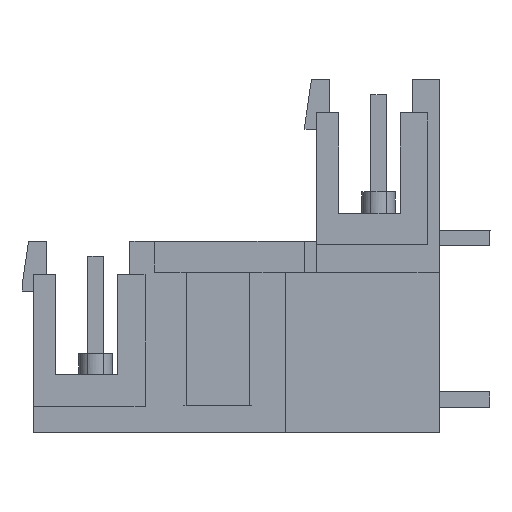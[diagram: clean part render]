
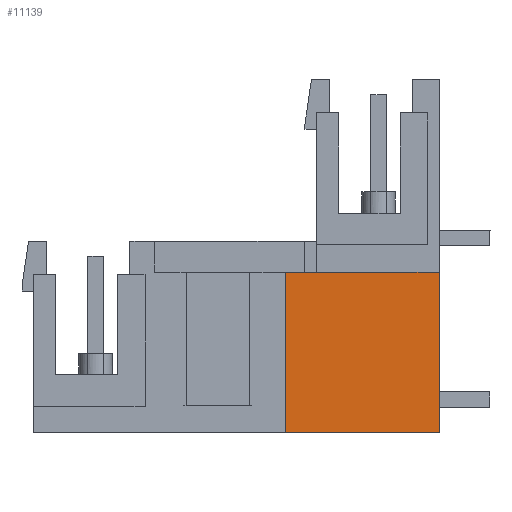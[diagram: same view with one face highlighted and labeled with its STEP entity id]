
A CAD part, left-side view. The second image highlights one B-rep face of the part: STEP entity #11139.
In plain terms, the highlighted planar face has unit normal (-1, 0, 0).
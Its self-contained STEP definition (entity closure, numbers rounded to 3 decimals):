
#11119=AXIS2_PLACEMENT_3D('Plane Axis2P3D',#11116,#11117,#11118) ;
#4378=CARTESIAN_POINT('Vertex',(2.52,3.2,10.06)) ;
#4381=CARTESIAN_POINT('Line Origine',(2.52,3.2,5.03)) ;
#4385=CARTESIAN_POINT('Vertex',(2.52,3.2,0.)) ;
#11094=CARTESIAN_POINT('Line Origine',(2.52,8.025,0.)) ;
#11098=CARTESIAN_POINT('Vertex',(2.52,12.85,0.)) ;
#11116=CARTESIAN_POINT('Axis2P3D Location',(2.52,3.2,10.06)) ;
#11121=CARTESIAN_POINT('Line Origine',(2.52,8.025,10.06)) ;
#11125=CARTESIAN_POINT('Vertex',(2.52,12.85,10.06)) ;
#11128=CARTESIAN_POINT('Line Origine',(2.52,12.85,5.03)) ;
#4382=DIRECTION('Vector Direction',(0.,0.,-1.)) ;
#11095=DIRECTION('Vector Direction',(0.,1.,0.)) ;
#11117=DIRECTION('Axis2P3D Direction',(-1.,0.,0.)) ;
#11118=DIRECTION('Axis2P3D XDirection',(0.,1.,0.)) ;
#11122=DIRECTION('Vector Direction',(0.,1.,0.)) ;
#11129=DIRECTION('Vector Direction',(0.,0.,-1.)) ;
#4383=VECTOR('Line Direction',#4382,1.) ;
#11096=VECTOR('Line Direction',#11095,1.) ;
#11123=VECTOR('Line Direction',#11122,1.) ;
#11130=VECTOR('Line Direction',#11129,1.) ;
#11134=ORIENTED_EDGE('',*,*,#4387,.F.) ;
#11135=ORIENTED_EDGE('',*,*,#11127,.T.) ;
#11136=ORIENTED_EDGE('',*,*,#11132,.T.) ;
#11137=ORIENTED_EDGE('',*,*,#11100,.F.) ;
#11139=ADVANCED_FACE('HOUSING',(#11138),#11120,.T.) ;
#4387=EDGE_CURVE('',#4379,#4386,#4384,.T.) ;
#11100=EDGE_CURVE('',#4386,#11099,#11097,.T.) ;
#11127=EDGE_CURVE('',#4379,#11126,#11124,.T.) ;
#11132=EDGE_CURVE('',#11126,#11099,#11131,.T.) ;
#11133=EDGE_LOOP('',(#11134,#11135,#11136,#11137)) ;
#11138=FACE_OUTER_BOUND('',#11133,.T.) ;
#4384=LINE('Line',#4381,#4383) ;
#11097=LINE('Line',#11094,#11096) ;
#11124=LINE('Line',#11121,#11123) ;
#11131=LINE('Line',#11128,#11130) ;
#11120=PLANE('',#11119) ;
#4379=VERTEX_POINT('',#4378) ;
#4386=VERTEX_POINT('',#4385) ;
#11099=VERTEX_POINT('',#11098) ;
#11126=VERTEX_POINT('',#11125) ;
